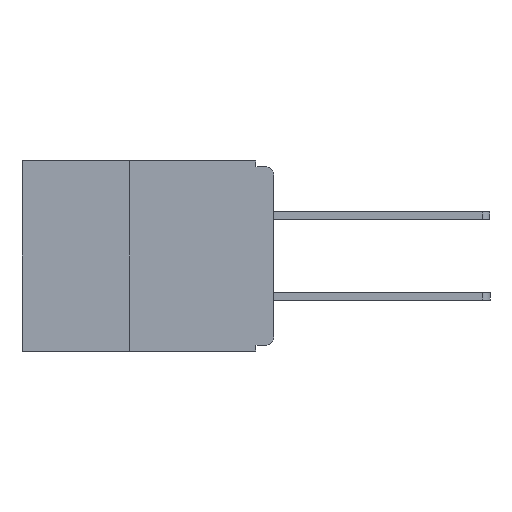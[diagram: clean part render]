
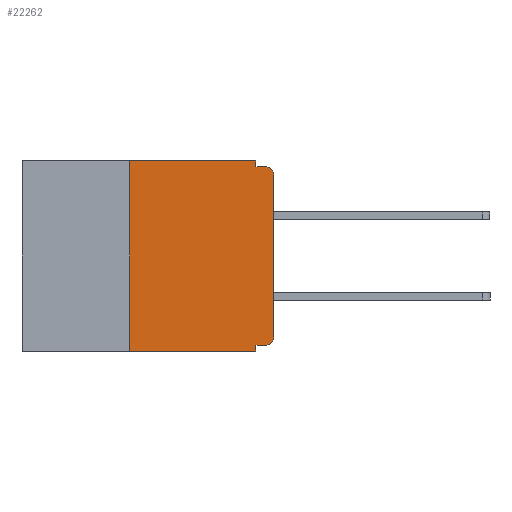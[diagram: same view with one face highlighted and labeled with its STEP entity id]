
A CAD part, left-side view. The second image highlights one B-rep face of the part: STEP entity #22262.
In plain terms, the highlighted planar face has unit normal (-1, 0, 0).
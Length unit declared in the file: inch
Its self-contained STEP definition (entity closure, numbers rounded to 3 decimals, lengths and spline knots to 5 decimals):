
#273 = EDGE_CURVE ( 'NONE', #3219, #2676, #25542, .T. ) ;
#430 = DIRECTION ( 'NONE',  ( -1., 0., 0. ) ) ;
#972 = CARTESIAN_POINT ( 'NONE',  ( 0., 0.25, -0.33 ) ) ;
#1174 = VERTEX_POINT ( 'NONE', #22698 ) ;
#1437 = DIRECTION ( 'NONE',  ( 0., 0., -1. ) ) ;
#1711 = EDGE_CURVE ( 'NONE', #22156, #2676, #20036, .T. ) ;
#1724 = CARTESIAN_POINT ( 'NONE',  ( 0., 0., -0.305 ) ) ;
#2240 = DIRECTION ( 'NONE',  ( 0., 0., 1. ) ) ;
#2676 = VERTEX_POINT ( 'NONE', #6922 ) ;
#2852 = VECTOR ( 'NONE', #3765, 39.37008 ) ;
#2891 = ORIENTED_EDGE ( 'NONE', *, *, #23539, .F. ) ;
#3219 = VERTEX_POINT ( 'NONE', #15710 ) ;
#3477 = EDGE_CURVE ( 'NONE', #7281, #10977, #16350, .T. ) ;
#3647 = CARTESIAN_POINT ( 'NONE',  ( 0., 0.031, -0.01 ) ) ;
#3765 = DIRECTION ( 'NONE',  ( 0., -1., 0. ) ) ;
#3854 = DIRECTION ( 'NONE',  ( 0., 0., -1. ) ) ;
#3977 = CARTESIAN_POINT ( 'NONE',  ( 0., 0.031, 0. ) ) ;
#4183 = CARTESIAN_POINT ( 'NONE',  ( 0., 0.25, 0. ) ) ;
#4357 = DIRECTION ( 'NONE',  ( 0., 1., 0. ) ) ;
#4550 = EDGE_CURVE ( 'NONE', #22156, #7281, #16730, .T. ) ;
#4712 = VECTOR ( 'NONE', #7760, 39.37008 ) ;
#4854 = ORIENTED_EDGE ( 'NONE', *, *, #12552, .T. ) ;
#5174 = VECTOR ( 'NONE', #24556, 39.37008 ) ;
#5798 = ORIENTED_EDGE ( 'NONE', *, *, #4550, .F. ) ;
#6419 = AXIS2_PLACEMENT_3D ( 'NONE', #12923, #430, #15002 ) ;
#6452 = ORIENTED_EDGE ( 'NONE', *, *, #1711, .T. ) ;
#6922 = CARTESIAN_POINT ( 'NONE',  ( 0., 0.031, -0.33 ) ) ;
#7281 = VERTEX_POINT ( 'NONE', #4183 ) ;
#7333 = EDGE_CURVE ( 'NONE', #10977, #21031, #19199, .T. ) ;
#7427 = ORIENTED_EDGE ( 'NONE', *, *, #14805, .T. ) ;
#7551 = LINE ( 'NONE', #12661, #11758 ) ;
#7742 = ORIENTED_EDGE ( 'NONE', *, *, #273, .F. ) ;
#7760 = DIRECTION ( 'NONE',  ( 0., -1., 0. ) ) ;
#7873 = EDGE_CURVE ( 'NONE', #21031, #16881, #22037, .T. ) ;
#7932 = CARTESIAN_POINT ( 'NONE',  ( 0., 0.015, -0.305 ) ) ;
#9352 = ORIENTED_EDGE ( 'NONE', *, *, #7333, .F. ) ;
#9613 = CARTESIAN_POINT ( 'NONE',  ( 0., 0.031, 0. ) ) ;
#9879 = CARTESIAN_POINT ( 'NONE',  ( 0., 0.437, 0. ) ) ;
#9988 = DIRECTION ( 'NONE',  ( 0., 0., -1. ) ) ;
#10642 = ORIENTED_EDGE ( 'NONE', *, *, #3477, .F. ) ;
#10755 = CIRCLE ( 'NONE', #16037, 0.015 ) ;
#10977 = VERTEX_POINT ( 'NONE', #9613 ) ;
#11758 = VECTOR ( 'NONE', #4357, 39.37008 ) ;
#11775 = DIRECTION ( 'NONE',  ( 0., -1., 0. ) ) ;
#11823 = PLANE ( 'NONE',  #25433 ) ;
#12094 = CARTESIAN_POINT ( 'NONE',  ( 0., 0.031, -0.33 ) ) ;
#12552 = EDGE_CURVE ( 'NONE', #22201, #15358, #10755, .T. ) ;
#12661 = CARTESIAN_POINT ( 'NONE',  ( 0., 0., -0.32 ) ) ;
#12923 = CARTESIAN_POINT ( 'NONE',  ( 0., 0.015, -0.025 ) ) ;
#13684 = VECTOR ( 'NONE', #3854, 39.37008 ) ;
#13880 = DIRECTION ( 'NONE',  ( 1., 0., 0. ) ) ;
#14198 = ORIENTED_EDGE ( 'NONE', *, *, #7873, .F. ) ;
#14312 = EDGE_LOOP ( 'NONE', ( #7427, #24367, #14198, #9352, #10642, #5798, #6452, #7742, #2891, #4854 ) ) ;
#14494 = CARTESIAN_POINT ( 'NONE',  ( 0., 0.25, -0.33 ) ) ;
#14521 = DIRECTION ( 'NONE',  ( 0., 0., 1. ) ) ;
#14773 = CARTESIAN_POINT ( 'NONE',  ( 0., 0., -0.01 ) ) ;
#14805 = EDGE_CURVE ( 'NONE', #15358, #1174, #21013, .T. ) ;
#14851 = VECTOR ( 'NONE', #2240, 39.37008 ) ;
#15002 = DIRECTION ( 'NONE',  ( 0., 0., -1. ) ) ;
#15337 = CARTESIAN_POINT ( 'NONE',  ( 0., 0.437, -0.33 ) ) ;
#15358 = VERTEX_POINT ( 'NONE', #1724 ) ;
#15475 = CARTESIAN_POINT ( 'NONE',  ( 0., 0.015, -0.01 ) ) ;
#15710 = CARTESIAN_POINT ( 'NONE',  ( 0., 0.031, -0.32 ) ) ;
#15725 = CARTESIAN_POINT ( 'NONE',  ( 0., 0.015, -0.32 ) ) ;
#16037 = AXIS2_PLACEMENT_3D ( 'NONE', #7932, #22359, #9988 ) ;
#16068 = VECTOR ( 'NONE', #14521, 39.37008 ) ;
#16350 = LINE ( 'NONE', #9879, #4712 ) ;
#16719 = EDGE_CURVE ( 'NONE', #1174, #16881, #22570, .T. ) ;
#16730 = LINE ( 'NONE', #14494, #16068 ) ;
#16881 = VERTEX_POINT ( 'NONE', #15475 ) ;
#19199 = LINE ( 'NONE', #3977, #13684 ) ;
#20036 = LINE ( 'NONE', #15337, #2852 ) ;
#20110 = FACE_OUTER_BOUND ( 'NONE', #14312, .T. ) ;
#21013 = LINE ( 'NONE', #24733, #14851 ) ;
#21031 = VERTEX_POINT ( 'NONE', #3647 ) ;
#22037 = LINE ( 'NONE', #14773, #25896 ) ;
#22084 = CARTESIAN_POINT ( 'NONE',  ( 0., 0.437, 0. ) ) ;
#22156 = VERTEX_POINT ( 'NONE', #972 ) ;
#22201 = VERTEX_POINT ( 'NONE', #15725 ) ;
#22262 = ADVANCED_FACE ( 'NONE', ( #20110 ), #11823, .F. ) ;
#22359 = DIRECTION ( 'NONE',  ( -1., 0., 0. ) ) ;
#22570 = CIRCLE ( 'NONE', #6419, 0.015 ) ;
#22698 = CARTESIAN_POINT ( 'NONE',  ( 0., 0., -0.025 ) ) ;
#23539 = EDGE_CURVE ( 'NONE', #22201, #3219, #7551, .T. ) ;
#24367 = ORIENTED_EDGE ( 'NONE', *, *, #16719, .T. ) ;
#24556 = DIRECTION ( 'NONE',  ( 0., 0., -1. ) ) ;
#24733 = CARTESIAN_POINT ( 'NONE',  ( 0., 0., 0. ) ) ;
#25433 = AXIS2_PLACEMENT_3D ( 'NONE', #22084, #13880, #1437 ) ;
#25542 = LINE ( 'NONE', #12094, #5174 ) ;
#25896 = VECTOR ( 'NONE', #11775, 39.37008 ) ;
